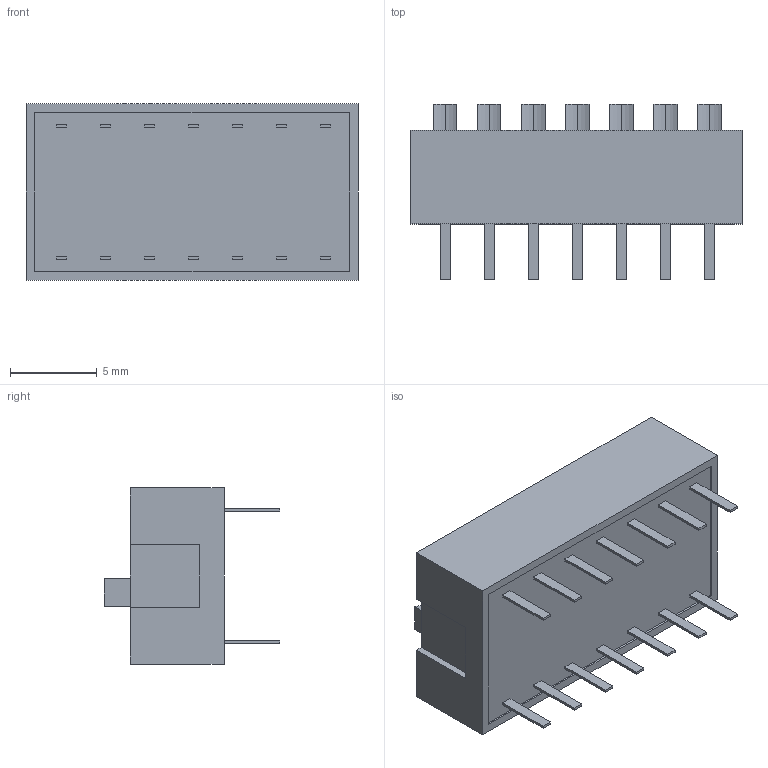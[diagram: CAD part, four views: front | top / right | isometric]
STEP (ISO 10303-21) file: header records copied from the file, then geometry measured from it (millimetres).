
FILE_DESCRIPTION (( 'STEP AP214' ), '1' );
FILE_NAME ('User Library-DIPSWITCH7.STEP', '2010-07-18T05:03:07', ( 'sysAdmin' ), ( 'SolidWorks' ), 'SwSTEP 2.0', 'SolidWorks 2010', '' );
FILE_SCHEMA (( 'AUTOMOTIVE_DESIGN' ));
Length unit declared in the file: millimetre
Products named in the file (1): User Library-DIPSWITCH7
Bounding box: 19.14 x 10.1 x 10.16 mm (x, y, z)
Volume: 1038.2 mm3; surface area: 913.9 mm2
Topology: 1 solids, 1 shells, 231 faces, 576 edges, 384 vertices
Faces by surface type: plane 177, bspline 33, cylinder 21
Entity records: 11228 total; most frequent: CARTESIAN_POINT 3799, ORIENTED_EDGE 1152, DIRECTION 950, EDGE_CURVE 576, VECTOR 468, LINE 468, VERTEX_POINT 384, EDGE_LOOP 268
